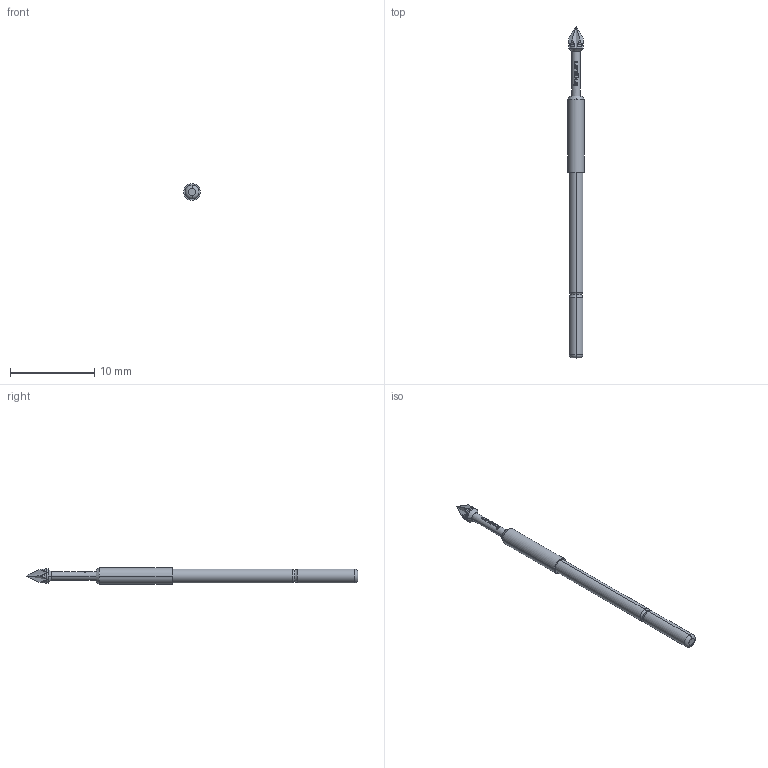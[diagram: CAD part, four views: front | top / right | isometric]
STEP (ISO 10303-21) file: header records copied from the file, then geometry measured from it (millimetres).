
FILE_DESCRIPTION (( 'STEP AP203' ), '1' );
FILE_NAME ('INGUN_HSS-118_317_175_A_xx09.STEP', '2022-02-01T08:28:33', ( 'ochi' ), ( '' ), 'SwSTEP 2.0', 'SolidWorks 2018', '' );
FILE_SCHEMA (( 'CONFIG_CONTROL_DESIGN' ));
Length unit declared in the file: millimetre
Products named in the file (1): INGUN_HSS-118_317_175_A_xx09
Bounding box: 2 x 39.3 x 2 mm (x, y, z)
Volume: 82.2 mm3; surface area: 204.5 mm2
Topology: 1 solids, 1 shells, 127 faces, 330 edges, 213 vertices
Faces by surface type: plane 55, cylinder 28, bspline 22, torus 18, cone 4
Entity records: 4249 total; most frequent: CARTESIAN_POINT 1351, ORIENTED_EDGE 660, DIRECTION 494, EDGE_CURVE 330, VERTEX_POINT 213, AXIS2_PLACEMENT_3D 204, EDGE_LOOP 135, FACE_OUTER_BOUND 127
